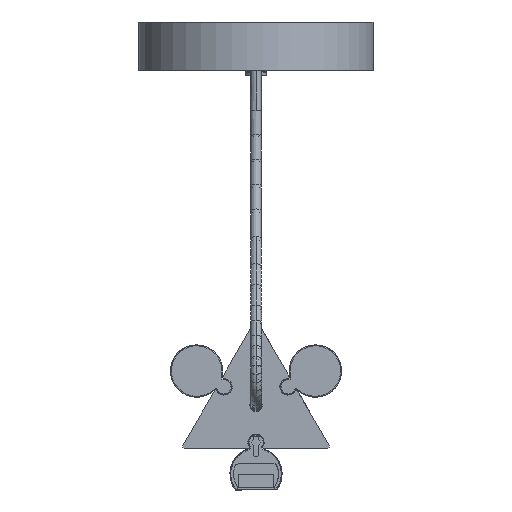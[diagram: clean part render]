
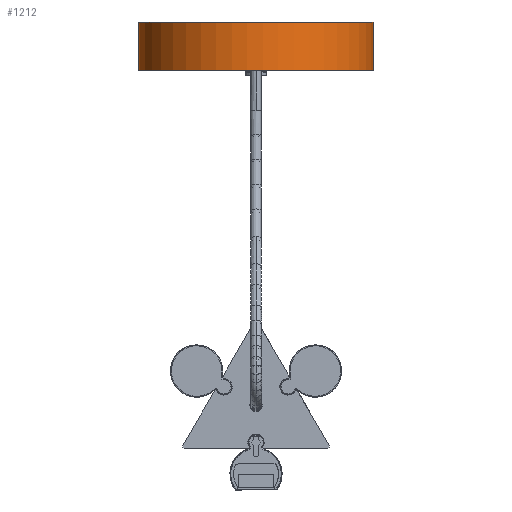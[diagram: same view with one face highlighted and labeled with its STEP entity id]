
A CAD part, front view. The second image highlights one B-rep face of the part: STEP entity #1212.
In plain terms, the highlighted cylindrical face has radius 68.056 mm (diameter 136.111 mm), a partial arc.
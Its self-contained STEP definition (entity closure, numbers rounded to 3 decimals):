
#1212=ADVANCED_FACE('',(#3344),#32839,.T.);
#3344=FACE_OUTER_BOUND('',#5481,.T.);
#5481=EDGE_LOOP('',(#7946,#7947,#7948,#7949));
#7946=ORIENTED_EDGE('',*,*,#18268,.T.);
#7947=ORIENTED_EDGE('',*,*,#18226,.T.);
#7948=ORIENTED_EDGE('',*,*,#18269,.F.);
#7949=ORIENTED_EDGE('',*,*,#18267,.F.);
#18226=EDGE_CURVE('',#28686,#28687,#27376,.T.);
#18267=EDGE_CURVE('',#28713,#28714,#27414,.T.);
#18268=EDGE_CURVE('',#28713,#28686,#27415,.T.);
#18269=EDGE_CURVE('',#28714,#28687,#27416,.T.);
#27376=(
BOUNDED_CURVE()
B_SPLINE_CURVE(1,(#36429,#36430),.UNSPECIFIED.,.F.,.F.)
B_SPLINE_CURVE_WITH_KNOTS((2,2),(0.,28.),.UNSPECIFIED.)
CURVE()
GEOMETRIC_REPRESENTATION_ITEM()
RATIONAL_B_SPLINE_CURVE((1.,1.))
REPRESENTATION_ITEM('')
);
#27414=(
BOUNDED_CURVE()
B_SPLINE_CURVE(1,(#36590,#36591),.UNSPECIFIED.,.F.,.F.)
B_SPLINE_CURVE_WITH_KNOTS((2,2),(0.,28.),.UNSPECIFIED.)
CURVE()
GEOMETRIC_REPRESENTATION_ITEM()
RATIONAL_B_SPLINE_CURVE((1.,1.))
REPRESENTATION_ITEM('')
);
#27415=(
BOUNDED_CURVE()
B_SPLINE_CURVE(2,(#36592,#36593,#36594,#36595,#36596),.UNSPECIFIED.,.F.,
 .F.)
B_SPLINE_CURVE_WITH_KNOTS((3,2,3),(213.803,320.705,427.606),
 .UNSPECIFIED.)
CURVE()
GEOMETRIC_REPRESENTATION_ITEM()
RATIONAL_B_SPLINE_CURVE((1.,0.707,1.,0.707,1.))
REPRESENTATION_ITEM('')
);
#27416=(
BOUNDED_CURVE()
B_SPLINE_CURVE(2,(#36597,#36598,#36599,#36600,#36601),.UNSPECIFIED.,.F.,
 .F.)
B_SPLINE_CURVE_WITH_KNOTS((3,2,3),(213.803,320.705,427.606),
 .UNSPECIFIED.)
CURVE()
GEOMETRIC_REPRESENTATION_ITEM()
RATIONAL_B_SPLINE_CURVE((1.,0.707,1.,0.707,1.))
REPRESENTATION_ITEM('')
);
#28686=VERTEX_POINT('',#36368);
#28687=VERTEX_POINT('',#36369);
#28713=VERTEX_POINT('',#36395);
#28714=VERTEX_POINT('',#36396);
#32839=CYLINDRICAL_SURFACE('',#33302,68.056);
#33302=AXIS2_PLACEMENT_3D('',#35899,#33982,$);
#33982=DIRECTION('',(0.,0.,1.));
#35899=CARTESIAN_POINT('',(-0.01,-539.014,195.608));
#36368=CARTESIAN_POINT('',(68.046,-539.014,181.608));
#36369=CARTESIAN_POINT('',(68.046,-539.014,209.608));
#36395=CARTESIAN_POINT('',(-68.065,-539.014,181.608));
#36396=CARTESIAN_POINT('',(-68.065,-539.014,209.608));
#36429=CARTESIAN_POINT('',(68.046,-539.014,181.608));
#36430=CARTESIAN_POINT('',(68.046,-539.014,209.608));
#36590=CARTESIAN_POINT('',(-68.065,-539.014,181.608));
#36591=CARTESIAN_POINT('',(-68.065,-539.014,209.608));
#36592=CARTESIAN_POINT('',(-68.065,-539.014,181.608));
#36593=CARTESIAN_POINT('',(-68.065,-607.07,181.608));
#36594=CARTESIAN_POINT('',(-0.01,-607.07,181.608));
#36595=CARTESIAN_POINT('',(68.046,-607.07,181.608));
#36596=CARTESIAN_POINT('',(68.046,-539.014,181.608));
#36597=CARTESIAN_POINT('',(-68.065,-539.014,209.608));
#36598=CARTESIAN_POINT('',(-68.065,-607.07,209.608));
#36599=CARTESIAN_POINT('',(-0.01,-607.07,209.608));
#36600=CARTESIAN_POINT('',(68.046,-607.07,209.608));
#36601=CARTESIAN_POINT('',(68.046,-539.014,209.608));
